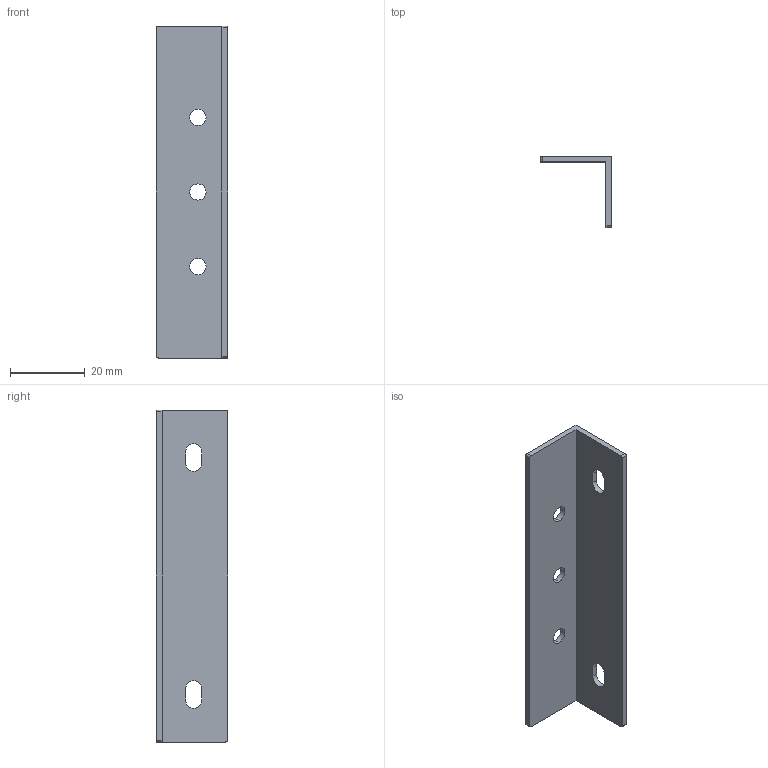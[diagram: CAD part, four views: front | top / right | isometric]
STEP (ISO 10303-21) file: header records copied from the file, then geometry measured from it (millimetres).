
FILE_DESCRIPTION (( 'STEP AP203' ), '1' );
FILE_NAME ('LINE-TRACKER-MOUNTING-ANGLE.STEP', '2007-08-26T00:11:16', ( 'Innovation First, Inc.' ), ( 'Innovation First, Inc.' ), 'SwSTEP 2.0', 'SolidWorks 2006052', '' );
FILE_SCHEMA (( 'CONFIG_CONTROL_DESIGN' ));
Length unit declared in the file: inch
Products named in the file (1): LINE-TRACKER-MOUNTING-ANGLE
Bounding box: 19.05 x 19.05 x 89 mm (x, y, z)
Volume: 4735.2 mm3; surface area: 6809.6 mm2
Topology: 1 solids, 1 shells, 28 faces, 78 edges, 52 vertices
Faces by surface type: cylinder 16, plane 12
Entity records: 1013 total; most frequent: DIRECTION 168, CARTESIAN_POINT 159, ORIENTED_EDGE 156, EDGE_CURVE 78, AXIS2_PLACEMENT_3D 61, VERTEX_POINT 52, VECTOR 46, LINE 46
